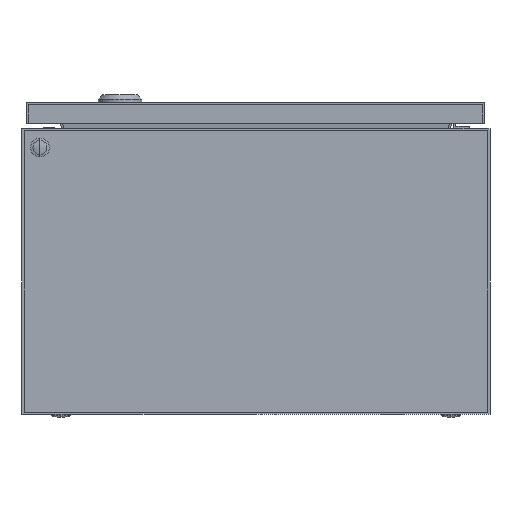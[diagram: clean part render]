
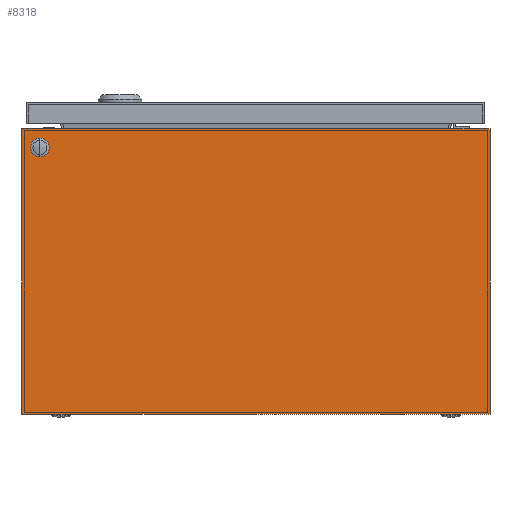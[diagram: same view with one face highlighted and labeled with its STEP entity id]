
A CAD part, front view. The second image highlights one B-rep face of the part: STEP entity #8318.
In plain terms, the highlighted planar face has unit normal (0, -1, 0).
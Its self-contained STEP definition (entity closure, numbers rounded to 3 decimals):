
#1282 = EDGE_CURVE ( 'NONE', #29076, #27946, #32998, .T. ) ;
#2790 = ORIENTED_EDGE ( 'NONE', *, *, #17923, .T. ) ;
#3515 = ORIENTED_EDGE ( 'NONE', *, *, #1282, .F. ) ;
#4973 = ORIENTED_EDGE ( 'NONE', *, *, #31178, .F. ) ;
#5750 = ORIENTED_EDGE ( 'NONE', *, *, #48916, .T. ) ;
#6837 = CARTESIAN_POINT ( 'NONE',  ( 300., 0., 183. ) ) ;
#8318 = ADVANCED_FACE ( 'NONE', ( #32607, #48637 ), #28249, .F. ) ;
#8445 = CARTESIAN_POINT ( 'NONE',  ( 11.5, 0., 166.5 ) ) ;
#9752 = ORIENTED_EDGE ( 'NONE', *, *, #52183, .F. ) ;
#9940 = LINE ( 'NONE', #26759, #16521 ) ;
#10039 = VERTEX_POINT ( 'NONE', #8445 ) ;
#10996 = DIRECTION ( 'NONE',  ( 0., -1., 0. ) ) ;
#12691 = LINE ( 'NONE', #29488, #40705 ) ;
#12795 = ORIENTED_EDGE ( 'NONE', *, *, #34324, .F. ) ;
#16521 = VECTOR ( 'NONE', #52075, 1000. ) ;
#17923 = EDGE_CURVE ( 'NONE', #29076, #32364, #12691, .T. ) ;
#19903 = EDGE_LOOP ( 'NONE', ( #4973, #3515, #2790, #5750 ) ) ;
#21189 = DIRECTION ( 'NONE',  ( 1., 0., 0. ) ) ;
#23525 = CIRCLE ( 'NONE', #24460, 4.5 ) ;
#23637 = CARTESIAN_POINT ( 'NONE',  ( 0., 0., 183. ) ) ;
#23691 = DIRECTION ( 'NONE',  ( 0., 0., -1. ) ) ;
#24030 = DIRECTION ( 'NONE',  ( 0., 0., -1. ) ) ;
#24135 = DIRECTION ( 'NONE',  ( 0., 1., 0. ) ) ;
#24460 = AXIS2_PLACEMENT_3D ( 'NONE', #35766, #10996, #44617 ) ;
#25446 = CARTESIAN_POINT ( 'NONE',  ( 11.5, 0., 171. ) ) ;
#26285 = CIRCLE ( 'NONE', #50872, 4.5 ) ;
#26759 = CARTESIAN_POINT ( 'NONE',  ( 0., 0., 0. ) ) ;
#27817 = LINE ( 'NONE', #6837, #33835 ) ;
#27946 = VERTEX_POINT ( 'NONE', #47617 ) ;
#27969 = DIRECTION ( 'NONE',  ( 0., 0., 1. ) ) ;
#28249 = PLANE ( 'NONE',  #34336 ) ;
#29076 = VERTEX_POINT ( 'NONE', #23637 ) ;
#29488 = CARTESIAN_POINT ( 'NONE',  ( 0., 0., 183. ) ) ;
#30022 = VERTEX_POINT ( 'NONE', #33737 ) ;
#31178 = EDGE_CURVE ( 'NONE', #27946, #30022, #27817, .T. ) ;
#31683 = CARTESIAN_POINT ( 'NONE',  ( 11.5, 0., 175.5 ) ) ;
#32364 = VERTEX_POINT ( 'NONE', #51732 ) ;
#32607 = FACE_BOUND ( 'NONE', #46184, .T. ) ;
#32767 = VECTOR ( 'NONE', #21189, 1000. ) ;
#32998 = LINE ( 'NONE', #49835, #32767 ) ;
#33737 = CARTESIAN_POINT ( 'NONE',  ( 300., 0., 0. ) ) ;
#33835 = VECTOR ( 'NONE', #23691, 1000. ) ;
#33922 = DIRECTION ( 'NONE',  ( 0., 0., -1. ) ) ;
#34324 = EDGE_CURVE ( 'NONE', #10039, #46297, #23525, .T. ) ;
#34336 = AXIS2_PLACEMENT_3D ( 'NONE', #36480, #24135, #27969 ) ;
#35766 = CARTESIAN_POINT ( 'NONE',  ( 11.5, 0., 171. ) ) ;
#36480 = CARTESIAN_POINT ( 'NONE',  ( 0., 0., 183. ) ) ;
#40705 = VECTOR ( 'NONE', #24030, 1000. ) ;
#44617 = DIRECTION ( 'NONE',  ( 0., 0., -1. ) ) ;
#46184 = EDGE_LOOP ( 'NONE', ( #12795, #9752 ) ) ;
#46297 = VERTEX_POINT ( 'NONE', #31683 ) ;
#47617 = CARTESIAN_POINT ( 'NONE',  ( 300., 0., 183. ) ) ;
#48637 = FACE_OUTER_BOUND ( 'NONE', #19903, .T. ) ;
#48916 = EDGE_CURVE ( 'NONE', #32364, #30022, #9940, .T. ) ;
#49835 = CARTESIAN_POINT ( 'NONE',  ( 0., 0., 183. ) ) ;
#50872 = AXIS2_PLACEMENT_3D ( 'NONE', #25446, #51020, #33922 ) ;
#51020 = DIRECTION ( 'NONE',  ( 0., -1., 0. ) ) ;
#51732 = CARTESIAN_POINT ( 'NONE',  ( 0., 0., 0. ) ) ;
#52075 = DIRECTION ( 'NONE',  ( 1., 0., 0. ) ) ;
#52183 = EDGE_CURVE ( 'NONE', #46297, #10039, #26285, .T. ) ;
